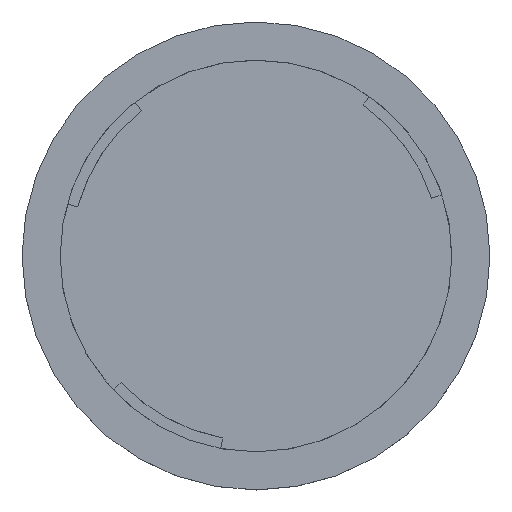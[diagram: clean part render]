
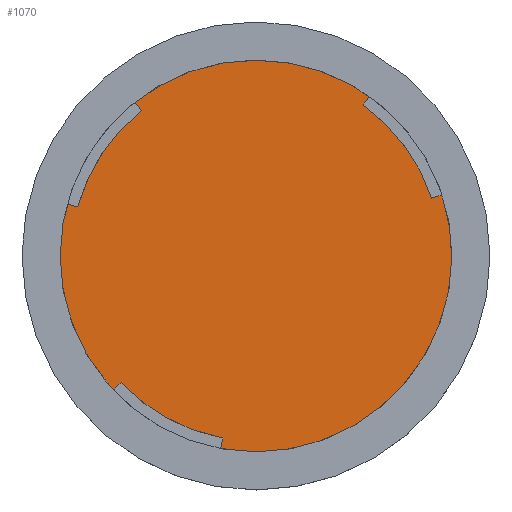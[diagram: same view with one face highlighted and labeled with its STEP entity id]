
A CAD part, top view. The second image highlights one B-rep face of the part: STEP entity #1070.
In plain terms, the highlighted planar face has unit normal (0, 0, 1).
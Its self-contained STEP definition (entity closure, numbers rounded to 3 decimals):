
#139=LINE('',#1807,#231);
#141=LINE('',#1811,#233);
#148=LINE('',#1856,#240);
#150=LINE('',#1860,#242);
#157=LINE('',#1905,#249);
#159=LINE('',#1909,#251);
#231=VECTOR('',#1406,1000.);
#233=VECTOR('',#1410,1000.);
#240=VECTOR('',#1425,1000.);
#242=VECTOR('',#1429,1000.);
#249=VECTOR('',#1444,1000.);
#251=VECTOR('',#1448,1000.);
#502=ORIENTED_EDGE('',*,*,#689,.F.);
#503=ORIENTED_EDGE('',*,*,#653,.F.);
#504=ORIENTED_EDGE('',*,*,#665,.T.);
#505=ORIENTED_EDGE('',*,*,#690,.F.);
#506=ORIENTED_EDGE('',*,*,#667,.F.);
#507=ORIENTED_EDGE('',*,*,#647,.F.);
#508=ORIENTED_EDGE('',*,*,#676,.T.);
#509=ORIENTED_EDGE('',*,*,#691,.F.);
#510=ORIENTED_EDGE('',*,*,#678,.F.);
#511=ORIENTED_EDGE('',*,*,#641,.F.);
#512=ORIENTED_EDGE('',*,*,#687,.T.);
#513=ORIENTED_EDGE('',*,*,#692,.F.);
#641=EDGE_CURVE('',#761,#762,#821,.T.);
#647=EDGE_CURVE('',#767,#768,#823,.T.);
#653=EDGE_CURVE('',#773,#774,#825,.T.);
#665=EDGE_CURVE('',#773,#782,#139,.T.);
#667=EDGE_CURVE('',#768,#783,#141,.F.);
#676=EDGE_CURVE('',#767,#788,#148,.T.);
#678=EDGE_CURVE('',#762,#789,#150,.F.);
#687=EDGE_CURVE('',#761,#794,#157,.T.);
#689=EDGE_CURVE('',#774,#795,#159,.F.);
#690=EDGE_CURVE('',#783,#782,#830,.T.);
#691=EDGE_CURVE('',#789,#788,#831,.T.);
#692=EDGE_CURVE('',#795,#794,#832,.T.);
#761=VERTEX_POINT('',#1717);
#762=VERTEX_POINT('',#1719);
#767=VERTEX_POINT('',#1734);
#768=VERTEX_POINT('',#1736);
#773=VERTEX_POINT('',#1751);
#774=VERTEX_POINT('',#1753);
#782=VERTEX_POINT('',#1808);
#783=VERTEX_POINT('',#1812);
#788=VERTEX_POINT('',#1857);
#789=VERTEX_POINT('',#1861);
#794=VERTEX_POINT('',#1906);
#795=VERTEX_POINT('',#1910);
#821=CIRCLE('',#1154,25.5);
#823=CIRCLE('',#1157,25.5);
#825=CIRCLE('',#1160,25.5);
#830=CIRCLE('',#1177,27.);
#831=CIRCLE('',#1178,27.);
#832=CIRCLE('',#1179,27.);
#895=EDGE_LOOP('',(#502,#503,#504,#505,#506,#507,#508,#509,#510,#511,#512,
#513));
#967=FACE_BOUND('',#895,.T.);
#1014=PLANE('',#1176);
#1070=ADVANCED_FACE('',(#967),#1014,.F.);
#1154=AXIS2_PLACEMENT_3D('',#1718,#1369,#1370);
#1157=AXIS2_PLACEMENT_3D('',#1735,#1378,#1379);
#1160=AXIS2_PLACEMENT_3D('',#1752,#1387,#1388);
#1176=AXIS2_PLACEMENT_3D('',#1908,#1446,#1447);
#1177=AXIS2_PLACEMENT_3D('',#1911,#1449,#1450);
#1178=AXIS2_PLACEMENT_3D('',#1912,#1451,#1452);
#1179=AXIS2_PLACEMENT_3D('',#1913,#1453,#1454);
#1369=DIRECTION('',(0.,0.,-1.));
#1370=DIRECTION('',(-1.,0.,0.));
#1378=DIRECTION('',(0.,0.,-1.));
#1379=DIRECTION('',(-1.,0.,0.));
#1387=DIRECTION('',(0.,0.,-1.));
#1388=DIRECTION('',(-1.,0.,0.));
#1406=DIRECTION('',(-0.672,-0.741,0.));
#1410=DIRECTION('',(-0.95,-0.311,0.));
#1425=DIRECTION('',(0.922,0.387,0.));
#1429=DIRECTION('',(0.618,-0.787,0.));
#1444=DIRECTION('',(-0.679,0.734,0.));
#1446=DIRECTION('',(0.,0.,-1.));
#1447=DIRECTION('',(0.,-1.,0.));
#1448=DIRECTION('',(0.73,0.684,0.));
#1449=DIRECTION('',(0.,0.,-1.));
#1450=DIRECTION('',(-1.,0.,0.));
#1451=DIRECTION('',(0.,0.,-1.));
#1452=DIRECTION('',(-1.,0.,0.));
#1453=DIRECTION('',(0.,0.,-1.));
#1454=DIRECTION('',(-1.,0.,0.));
#1717=CARTESIAN_POINT('',(-17.323,18.748,-18.65));
#1718=CARTESIAN_POINT('',(0.,0.035,-18.65));
#1719=CARTESIAN_POINT('',(-15.749,20.09,-18.65));
#1734=CARTESIAN_POINT('',(23.509,9.913,-18.65));
#1735=CARTESIAN_POINT('',(0.,0.035,-18.65));
#1736=CARTESIAN_POINT('',(24.233,7.974,-18.65));
#1751=CARTESIAN_POINT('',(-17.132,-18.853,-18.65));
#1752=CARTESIAN_POINT('',(0.,0.035,-18.65));
#1753=CARTESIAN_POINT('',(-18.607,-17.402,-18.65));
#1807=CARTESIAN_POINT('',(-117.468,-129.473,-18.65));
#1808=CARTESIAN_POINT('',(-18.14,-19.964,-18.65));
#1811=CARTESIAN_POINT('',(12.829,4.238,-18.65));
#1812=CARTESIAN_POINT('',(25.658,8.441,-18.65));
#1856=CARTESIAN_POINT('',(23.509,9.913,-18.65));
#1857=CARTESIAN_POINT('',(24.892,10.494,-18.65));
#1860=CARTESIAN_POINT('',(-8.337,10.652,-18.65));
#1861=CARTESIAN_POINT('',(-16.675,21.27,-18.65));
#1905=CARTESIAN_POINT('',(-19.37,20.96,-18.65));
#1906=CARTESIAN_POINT('',(-18.342,19.848,-18.65));
#1908=CARTESIAN_POINT('',(-150.,-99.965,-18.65));
#1909=CARTESIAN_POINT('',(-9.851,-9.196,-18.65));
#1910=CARTESIAN_POINT('',(-19.701,-18.428,-18.65));
#1911=CARTESIAN_POINT('',(0.,0.035,-18.65));
#1912=CARTESIAN_POINT('',(0.,0.035,-18.65));
#1913=CARTESIAN_POINT('',(0.,0.035,-18.65));
